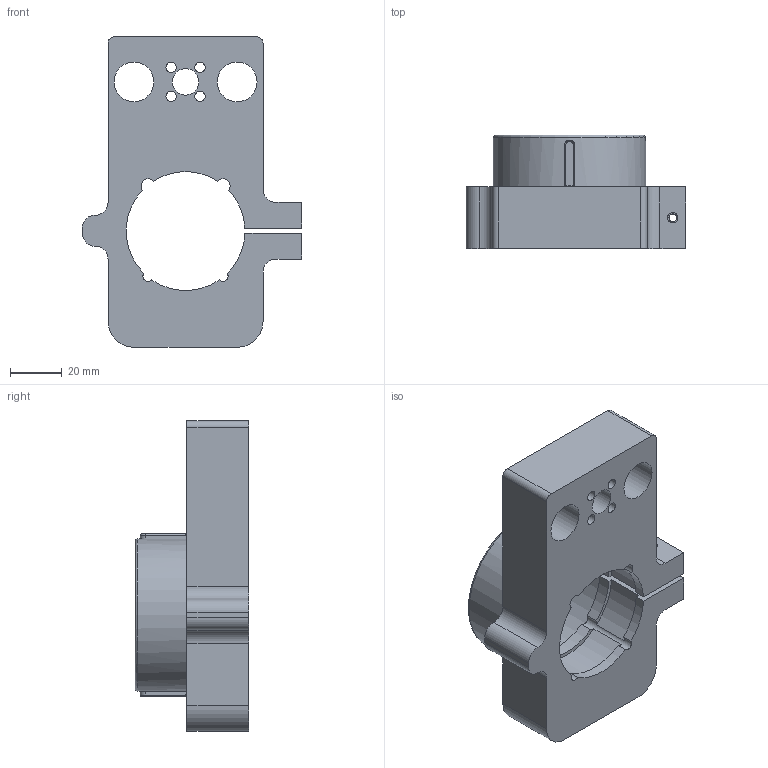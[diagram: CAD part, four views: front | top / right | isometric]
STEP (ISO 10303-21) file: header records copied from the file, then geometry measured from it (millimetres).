
FILE_DESCRIPTION(/* description */ ('STEP AP242','CAx-IF Rec.Pracs.---Representation and Presentation of Product Manufacturing Information (PMI)---4.0---2014-10-13','CAx-IF Rec.Pracs.---3D Tessellated Geometry---0.4---2014-09-14','2;1'),/* implementation_level */ '2;1');
FILE_NAME(/* name */ '67d60d8e380151127f01d023',/* time_stamp */ '2025-03-15T23:30:23Z',/* author */ (''),/* organization */ (''),/* preprocessor_version */ 'ST-DEVELOPER v20',/* originating_system */ 'ONSHAPE BY PTC INC, 1.195',/* authorisation */ ' ');
FILE_SCHEMA (('AP242_MANAGED_MODEL_BASED_3D_ENGINEERING_MIM_LF { 1 0 10303 442 1 1 4 }'));
Length unit declared in the file: metre
Products named in the file (1): Spindle Support Mk2
Bounding box: 85 x 44 x 120.29 mm (x, y, z)
Volume: 132054.9 mm3; surface area: 37066.6 mm2
Topology: 1 solids, 1 shells, 96 faces, 272 edges, 181 vertices
Faces by surface type: cylinder 52, plane 35, torus 7, bspline 2
Full cylindrical faces by diameter (mm): 3 x1, 4 x5, 6.2 x3, 10.25 x1, 15.4 x2, 22.4 x1
Entity records: 3217 total; most frequent: CARTESIAN_POINT 645, DIRECTION 556, ORIENTED_EDGE 514, EDGE_CURVE 257, AXIS2_PLACEMENT_3D 223, VERTEX_POINT 179, EDGE_LOOP 130, FACE_BOUND 130
